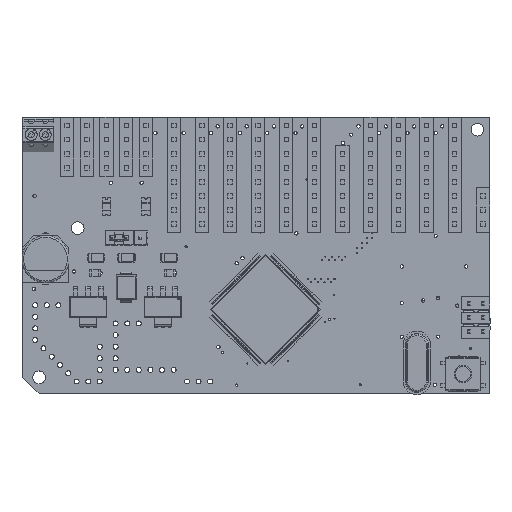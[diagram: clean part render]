
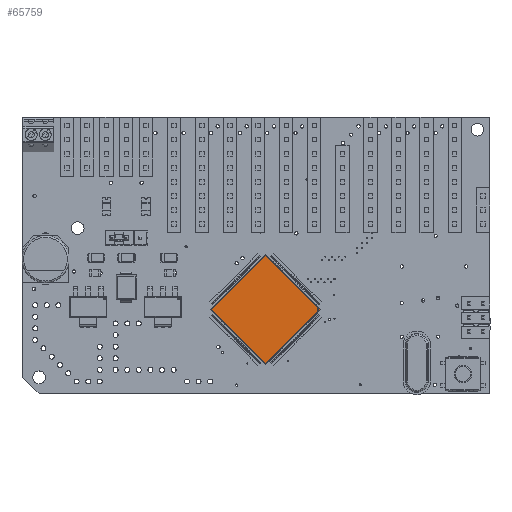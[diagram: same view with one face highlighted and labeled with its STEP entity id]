
A CAD part, top view. The second image highlights one B-rep face of the part: STEP entity #65759.
In plain terms, the highlighted planar face has unit normal (0, 0, 1).
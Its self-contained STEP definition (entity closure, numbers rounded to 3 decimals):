
#3527=FACE_BOUND('',#25476,.T.);
#9303=LINE('',#105231,#16347);
#9308=LINE('',#105241,#16352);
#9310=LINE('',#105245,#16354);
#9313=LINE('',#105250,#16357);
#16347=VECTOR('',#86716,1.);
#16352=VECTOR('',#86723,1.);
#16354=VECTOR('',#86727,1.);
#16357=VECTOR('',#86732,1.);
#21316=FACE_OUTER_BOUND('',#25475,.T.);
#25475=EDGE_LOOP('',(#57299,#57300,#57301,#57302));
#25476=EDGE_LOOP('',(#57303));
#27788=CIRCLE('',#71204,0.15);
#32877=VERTEX_POINT('',#105224);
#32878=VERTEX_POINT('',#105229);
#32879=VERTEX_POINT('',#105230);
#32883=VERTEX_POINT('',#105240);
#32884=VERTEX_POINT('',#105244);
#41205=EDGE_CURVE('',#32877,#32877,#27788,.T.);
#41206=EDGE_CURVE('',#32878,#32879,#9303,.T.);
#41211=EDGE_CURVE('',#32879,#32883,#9308,.T.);
#41213=EDGE_CURVE('',#32884,#32878,#9310,.T.);
#41216=EDGE_CURVE('',#32883,#32884,#9313,.T.);
#57299=ORIENTED_EDGE('',*,*,#41206,.F.);
#57300=ORIENTED_EDGE('',*,*,#41213,.F.);
#57301=ORIENTED_EDGE('',*,*,#41216,.F.);
#57302=ORIENTED_EDGE('',*,*,#41211,.F.);
#57303=ORIENTED_EDGE('',*,*,#41205,.T.);
#62554=PLANE('',#71212);
#65759=ADVANCED_FACE('',(#21316,#3527),#62554,.T.);
#71204=AXIS2_PLACEMENT_3D('',#105226,#86710,#86711);
#71212=AXIS2_PLACEMENT_3D('',#105262,#86743,#86744);
#86710=DIRECTION('center_axis',(0.,0.,-1.));
#86711=DIRECTION('ref_axis',(1.,0.,0.));
#86716=DIRECTION('',(0.,-1.,0.));
#86723=DIRECTION('',(-1.,0.,0.));
#86727=DIRECTION('',(1.,0.,0.));
#86732=DIRECTION('',(0.,1.,0.));
#86743=DIRECTION('center_axis',(0.,0.,1.));
#86744=DIRECTION('ref_axis',(1.,0.,0.));
#105224=CARTESIAN_POINT('',(-6.85,6.7,1.2));
#105226=CARTESIAN_POINT('Origin',(-6.7,6.7,1.2));
#105229=CARTESIAN_POINT('',(6.95,6.95,1.2));
#105230=CARTESIAN_POINT('',(6.95,-6.95,1.2));
#105231=CARTESIAN_POINT('',(6.95,0.,1.2));
#105240=CARTESIAN_POINT('',(-6.95,-6.95,1.2));
#105241=CARTESIAN_POINT('',(0.,-6.95,1.2));
#105244=CARTESIAN_POINT('',(-6.95,6.95,1.2));
#105245=CARTESIAN_POINT('',(0.,6.95,1.2));
#105250=CARTESIAN_POINT('',(-6.95,0.,1.2));
#105262=CARTESIAN_POINT('Origin',(0.,0.,1.2));
